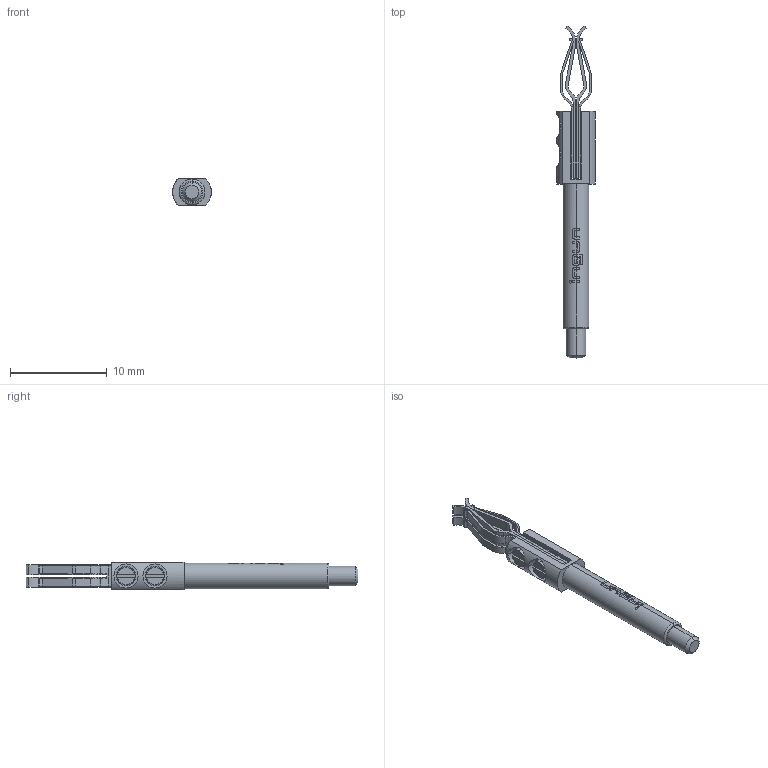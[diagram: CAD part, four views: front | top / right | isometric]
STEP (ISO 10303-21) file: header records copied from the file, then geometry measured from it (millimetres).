
FILE_DESCRIPTION (( 'STEP AP203' ), '1' );
FILE_NAME ('INGUN_KK-541_400_FC_1410_M2_3S05_A.STEP', '2022-03-08T13:33:06', ( 'ochi' ), ( '' ), 'SwSTEP 2.0', 'SolidWorks 2018', '' );
FILE_SCHEMA (( 'CONFIG_CONTROL_DESIGN' ));
Length unit declared in the file: millimetre
Products named in the file (1): INGUN_KK-541_400_FC_1410_M2_3S05_A
Bounding box: 4 x 34.35 x 2.8 mm (x, y, z)
Volume: 173.9 mm3; surface area: 498.1 mm2
Topology: 1 solids, 1 shells, 287 faces, 780 edges, 502 vertices
Faces by surface type: plane 136, cylinder 105, bspline 22, torus 12, cone 12
Entity records: 9785 total; most frequent: CARTESIAN_POINT 2462, ORIENTED_EDGE 1560, DIRECTION 1504, EDGE_CURVE 780, AXIS2_PLACEMENT_3D 570, VERTEX_POINT 502, LINE 364, VECTOR 364
